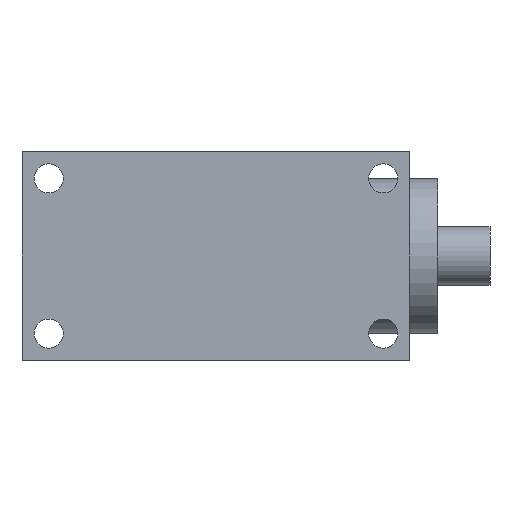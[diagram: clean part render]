
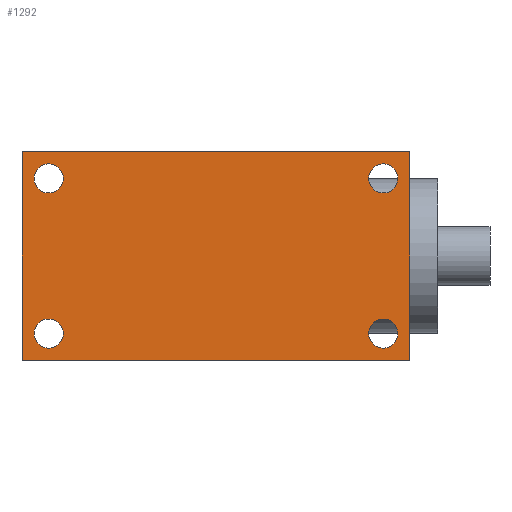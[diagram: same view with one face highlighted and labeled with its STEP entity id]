
A CAD part, front view. The second image highlights one B-rep face of the part: STEP entity #1292.
In plain terms, the highlighted planar face has unit normal (0, -1, 0).
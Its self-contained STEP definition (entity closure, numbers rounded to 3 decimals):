
#46 = CARTESIAN_POINT ( 'NONE',  ( 69., -19., -38. ) ) ;
#72 = VERTEX_POINT ( 'NONE', #2193 ) ;
#100 = VECTOR ( 'NONE', #3350, 1000. ) ;
#137 = AXIS2_PLACEMENT_3D ( 'NONE', #2811, #3917, #3849 ) ;
#178 = CARTESIAN_POINT ( 'NONE',  ( -69., -19., -32. ) ) ;
#256 = CARTESIAN_POINT ( 'NONE',  ( 69., -19., -32. ) ) ;
#280 = VERTEX_POINT ( 'NONE', #3491 ) ;
#354 = CIRCLE ( 'NONE', #939, 6. ) ;
#368 = EDGE_CURVE ( 'NONE', #72, #3530, #1005, .T. ) ;
#387 = CARTESIAN_POINT ( 'NONE',  ( 69., -19., 32. ) ) ;
#427 = AXIS2_PLACEMENT_3D ( 'NONE', #1954, #842, #3370 ) ;
#499 = CIRCLE ( 'NONE', #3681, 6. ) ;
#536 = EDGE_LOOP ( 'NONE', ( #1180, #3215, #2109, #3687 ) ) ;
#587 = EDGE_LOOP ( 'NONE', ( #1990, #2402 ) ) ;
#659 = ORIENTED_EDGE ( 'NONE', *, *, #4534, .T. ) ;
#672 = CARTESIAN_POINT ( 'NONE',  ( -80., -19., 43. ) ) ;
#728 = EDGE_CURVE ( 'NONE', #4549, #3439, #2132, .T. ) ;
#782 = DIRECTION ( 'NONE',  ( 0., 0., 1. ) ) ;
#802 = DIRECTION ( 'NONE',  ( 0., 0., 1. ) ) ;
#842 = DIRECTION ( 'NONE',  ( 0., 1., 0. ) ) ;
#844 = EDGE_CURVE ( 'NONE', #4510, #1869, #499, .T. ) ;
#939 = AXIS2_PLACEMENT_3D ( 'NONE', #953, #2362, #2071 ) ;
#953 = CARTESIAN_POINT ( 'NONE',  ( -69., -19., -32. ) ) ;
#1005 = LINE ( 'NONE', #2796, #2015 ) ;
#1036 = EDGE_CURVE ( 'NONE', #3439, #4549, #3980, .T. ) ;
#1073 = ORIENTED_EDGE ( 'NONE', *, *, #1036, .T. ) ;
#1180 = ORIENTED_EDGE ( 'NONE', *, *, #368, .T. ) ;
#1292 = ADVANCED_FACE ( 'NONE', ( #1440, #2854, #1714, #3894, #4296 ), #3504, .F. ) ;
#1298 = LINE ( 'NONE', #3388, #2911 ) ;
#1386 = EDGE_LOOP ( 'NONE', ( #1873, #2069 ) ) ;
#1421 = AXIS2_PLACEMENT_3D ( 'NONE', #387, #3953, #802 ) ;
#1440 = FACE_BOUND ( 'NONE', #2739, .T. ) ;
#1523 = AXIS2_PLACEMENT_3D ( 'NONE', #672, #3131, #4274 ) ;
#1622 = DIRECTION ( 'NONE',  ( 0., 0., -1. ) ) ;
#1631 = CARTESIAN_POINT ( 'NONE',  ( -80., -19., 43. ) ) ;
#1677 = VERTEX_POINT ( 'NONE', #2426 ) ;
#1698 = EDGE_CURVE ( 'NONE', #2456, #280, #3981, .T. ) ;
#1714 = FACE_BOUND ( 'NONE', #1386, .T. ) ;
#1761 = AXIS2_PLACEMENT_3D ( 'NONE', #1803, #3979, #782 ) ;
#1803 = CARTESIAN_POINT ( 'NONE',  ( 69., -19., 32. ) ) ;
#1869 = VERTEX_POINT ( 'NONE', #3352 ) ;
#1873 = ORIENTED_EDGE ( 'NONE', *, *, #844, .T. ) ;
#1954 = CARTESIAN_POINT ( 'NONE',  ( -69., -19., 32. ) ) ;
#1990 = ORIENTED_EDGE ( 'NONE', *, *, #3898, .T. ) ;
#2015 = VECTOR ( 'NONE', #2124, 1000. ) ;
#2069 = ORIENTED_EDGE ( 'NONE', *, *, #4417, .T. ) ;
#2071 = DIRECTION ( 'NONE',  ( 0., 0., 1. ) ) ;
#2109 = ORIENTED_EDGE ( 'NONE', *, *, #2593, .F. ) ;
#2117 = CARTESIAN_POINT ( 'NONE',  ( 69., -19., 26. ) ) ;
#2124 = DIRECTION ( 'NONE',  ( 1., 0., 0. ) ) ;
#2132 = CIRCLE ( 'NONE', #137, 6. ) ;
#2193 = CARTESIAN_POINT ( 'NONE',  ( -80., -19., -43. ) ) ;
#2304 = CIRCLE ( 'NONE', #1421, 6. ) ;
#2310 = DIRECTION ( 'NONE',  ( 0., 0., -1. ) ) ;
#2362 = DIRECTION ( 'NONE',  ( 0., 1., 0. ) ) ;
#2374 = DIRECTION ( 'NONE',  ( 0., 1., 0. ) ) ;
#2402 = ORIENTED_EDGE ( 'NONE', *, *, #1698, .T. ) ;
#2416 = AXIS2_PLACEMENT_3D ( 'NONE', #178, #4414, #2997 ) ;
#2426 = CARTESIAN_POINT ( 'NONE',  ( -80., -19., 43. ) ) ;
#2456 = VERTEX_POINT ( 'NONE', #2117 ) ;
#2495 = VERTEX_POINT ( 'NONE', #3830 ) ;
#2568 = CIRCLE ( 'NONE', #427, 6. ) ;
#2593 = EDGE_CURVE ( 'NONE', #1677, #4247, #3598, .T. ) ;
#2634 = CARTESIAN_POINT ( 'NONE',  ( 80., -19., -43. ) ) ;
#2739 = EDGE_LOOP ( 'NONE', ( #4105, #1073 ) ) ;
#2790 = CARTESIAN_POINT ( 'NONE',  ( 69., -19., -26. ) ) ;
#2796 = CARTESIAN_POINT ( 'NONE',  ( -80., -19., -43. ) ) ;
#2811 = CARTESIAN_POINT ( 'NONE',  ( 69., -19., -32. ) ) ;
#2854 = FACE_BOUND ( 'NONE', #587, .T. ) ;
#2911 = VECTOR ( 'NONE', #1622, 1000. ) ;
#2983 = ORIENTED_EDGE ( 'NONE', *, *, #4384, .T. ) ;
#2997 = DIRECTION ( 'NONE',  ( 0., 0., 1. ) ) ;
#3068 = VECTOR ( 'NONE', #4256, 1000. ) ;
#3103 = EDGE_CURVE ( 'NONE', #4247, #3530, #1298, .T. ) ;
#3106 = EDGE_LOOP ( 'NONE', ( #2983, #659 ) ) ;
#3131 = DIRECTION ( 'NONE',  ( 0., 1., 0. ) ) ;
#3215 = ORIENTED_EDGE ( 'NONE', *, *, #3103, .F. ) ;
#3250 = DIRECTION ( 'NONE',  ( 0., 0., -1. ) ) ;
#3350 = DIRECTION ( 'NONE',  ( 0., 0., -1. ) ) ;
#3352 = CARTESIAN_POINT ( 'NONE',  ( -69., -19., 26. ) ) ;
#3370 = DIRECTION ( 'NONE',  ( 0., 0., -1. ) ) ;
#3388 = CARTESIAN_POINT ( 'NONE',  ( 80., -19., 43. ) ) ;
#3439 = VERTEX_POINT ( 'NONE', #46 ) ;
#3485 = CARTESIAN_POINT ( 'NONE',  ( -69., -19., 38. ) ) ;
#3491 = CARTESIAN_POINT ( 'NONE',  ( 69., -19., 38. ) ) ;
#3504 = PLANE ( 'NONE',  #1523 ) ;
#3530 = VERTEX_POINT ( 'NONE', #2634 ) ;
#3598 = LINE ( 'NONE', #3966, #3068 ) ;
#3681 = AXIS2_PLACEMENT_3D ( 'NONE', #3987, #4030, #3250 ) ;
#3687 = ORIENTED_EDGE ( 'NONE', *, *, #4015, .T. ) ;
#3693 = LINE ( 'NONE', #1631, #100 ) ;
#3755 = AXIS2_PLACEMENT_3D ( 'NONE', #256, #2374, #2310 ) ;
#3830 = CARTESIAN_POINT ( 'NONE',  ( -69., -19., -26. ) ) ;
#3849 = DIRECTION ( 'NONE',  ( 0., 0., -1. ) ) ;
#3894 = FACE_BOUND ( 'NONE', #3106, .T. ) ;
#3898 = EDGE_CURVE ( 'NONE', #280, #2456, #2304, .T. ) ;
#3903 = CARTESIAN_POINT ( 'NONE',  ( 80., -19., 43. ) ) ;
#3917 = DIRECTION ( 'NONE',  ( 0., 1., 0. ) ) ;
#3953 = DIRECTION ( 'NONE',  ( 0., 1., 0. ) ) ;
#3966 = CARTESIAN_POINT ( 'NONE',  ( -80., -19., 43. ) ) ;
#3979 = DIRECTION ( 'NONE',  ( 0., 1., 0. ) ) ;
#3980 = CIRCLE ( 'NONE', #3755, 6. ) ;
#3981 = CIRCLE ( 'NONE', #1761, 6. ) ;
#3987 = CARTESIAN_POINT ( 'NONE',  ( -69., -19., 32. ) ) ;
#4015 = EDGE_CURVE ( 'NONE', #1677, #72, #3693, .T. ) ;
#4030 = DIRECTION ( 'NONE',  ( 0., 1., 0. ) ) ;
#4049 = VERTEX_POINT ( 'NONE', #4091 ) ;
#4091 = CARTESIAN_POINT ( 'NONE',  ( -69., -19., -38. ) ) ;
#4105 = ORIENTED_EDGE ( 'NONE', *, *, #728, .T. ) ;
#4247 = VERTEX_POINT ( 'NONE', #3903 ) ;
#4256 = DIRECTION ( 'NONE',  ( 1., 0., 0. ) ) ;
#4274 = DIRECTION ( 'NONE',  ( -1., 0., 0. ) ) ;
#4296 = FACE_OUTER_BOUND ( 'NONE', #536, .T. ) ;
#4384 = EDGE_CURVE ( 'NONE', #2495, #4049, #4577, .T. ) ;
#4414 = DIRECTION ( 'NONE',  ( 0., 1., 0. ) ) ;
#4417 = EDGE_CURVE ( 'NONE', #1869, #4510, #2568, .T. ) ;
#4510 = VERTEX_POINT ( 'NONE', #3485 ) ;
#4534 = EDGE_CURVE ( 'NONE', #4049, #2495, #354, .T. ) ;
#4549 = VERTEX_POINT ( 'NONE', #2790 ) ;
#4577 = CIRCLE ( 'NONE', #2416, 6. ) ;
